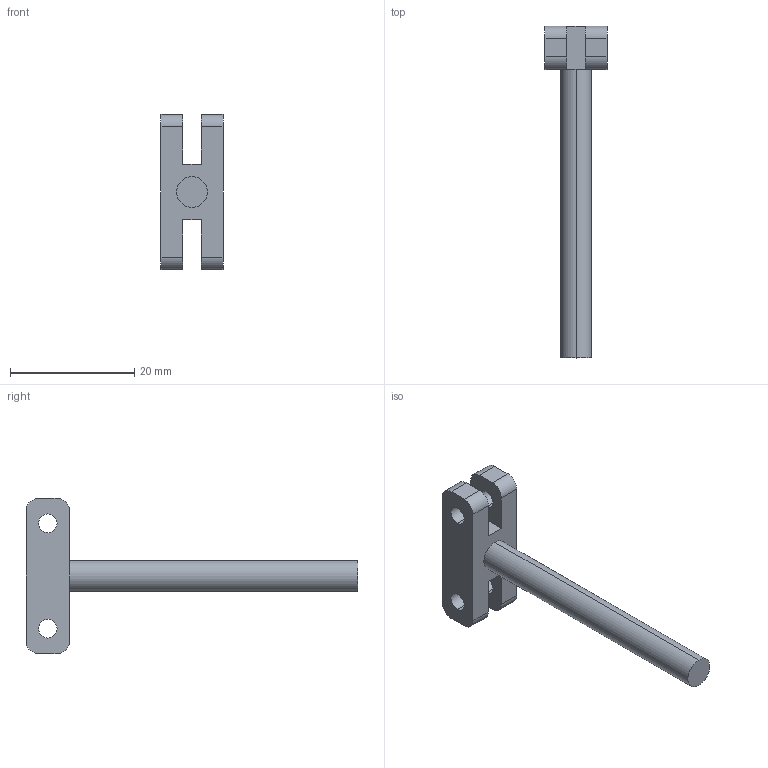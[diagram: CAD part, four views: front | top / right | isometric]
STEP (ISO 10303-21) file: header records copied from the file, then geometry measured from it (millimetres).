
FILE_DESCRIPTION (( 'STEP AP203' ), '1' );
FILE_NAME ('Gripper1_Predeterminado_sldprt.STEP', '2021-06-26T04:30:32', ( '' ), ( '' ), 'SwSTEP 2.0', 'SolidWorks 2020', '' );
FILE_SCHEMA (( 'CONFIG_CONTROL_DESIGN' ));
Length unit declared in the file: centimetre
Products named in the file (1): Gripper1_Predeterminado_sldprt
Bounding box: 10 x 53.5 x 25 mm (x, y, z)
Volume: 2204 mm3; surface area: 1886 mm2
Topology: 1 solids, 1 shells, 33 faces, 90 edges, 60 vertices
Faces by surface type: cylinder 18, plane 15
Entity records: 1153 total; most frequent: DIRECTION 194, CARTESIAN_POINT 184, ORIENTED_EDGE 180, EDGE_CURVE 90, AXIS2_PLACEMENT_3D 70, VERTEX_POINT 60, VECTOR 54, LINE 54
